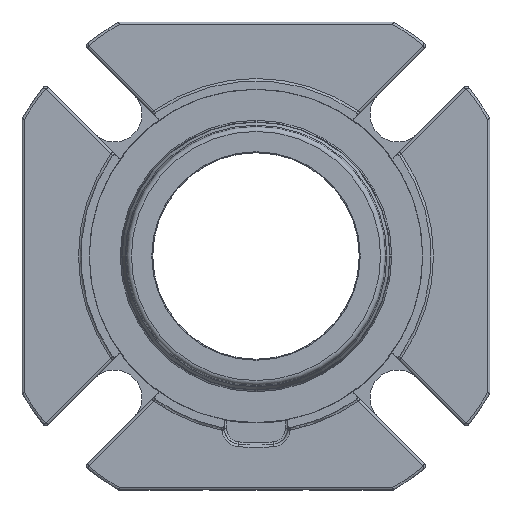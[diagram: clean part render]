
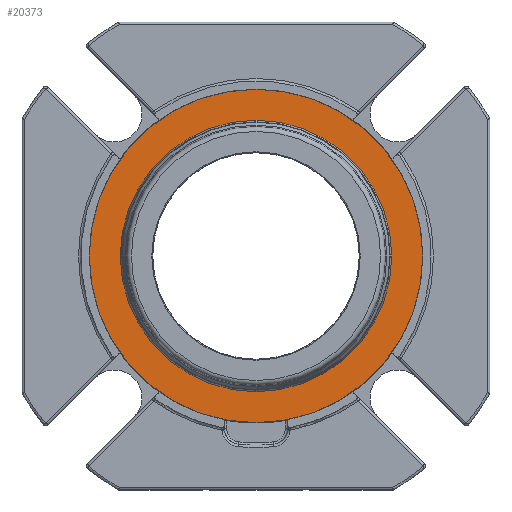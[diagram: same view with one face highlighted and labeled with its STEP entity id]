
A CAD part, left-side view. The second image highlights one B-rep face of the part: STEP entity #20373.
In plain terms, the highlighted planar face has unit normal (-1, 0, 0).
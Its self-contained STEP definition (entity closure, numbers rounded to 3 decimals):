
#4429=PLANE('',#21998);
#10332=ORIENTED_EDGE('',*,*,#13512,.F.);
#10333=ORIENTED_EDGE('',*,*,#13523,.T.);
#13512=EDGE_CURVE('',#15505,#15505,#16153,.F.);
#13523=EDGE_CURVE('',#15506,#15506,#16164,.T.);
#15505=VERTEX_POINT('',#41695);
#15506=VERTEX_POINT('',#41713);
#16153=CIRCLE('',#21982,42.723);
#16164=CIRCLE('',#21999,52.5);
#17478=EDGE_LOOP('',(#10332));
#17479=EDGE_LOOP('',(#10333));
#18815=FACE_BOUND('',#17478,.T.);
#18816=FACE_BOUND('',#17479,.T.);
#20373=ADVANCED_FACE('',(#18815,#18816),#4429,.F.);
#21982=AXIS2_PLACEMENT_3D('',#41694,#26378,#26379);
#21998=AXIS2_PLACEMENT_3D('',#41711,#26410,#26411);
#21999=AXIS2_PLACEMENT_3D('',#41712,#26412,#26413);
#26378=DIRECTION('',(1.,0.,0.));
#26379=DIRECTION('',(0.,0.,-1.));
#26410=DIRECTION('',(1.,0.,0.));
#26411=DIRECTION('',(0.,-1.,0.));
#26412=DIRECTION('',(-1.,0.,0.));
#26413=DIRECTION('',(0.,1.,0.));
#41694=CARTESIAN_POINT('',(39.497,0.,0.));
#41695=CARTESIAN_POINT('',(39.497,0.,-42.723));
#41711=CARTESIAN_POINT('',(39.497,52.5,0.));
#41712=CARTESIAN_POINT('',(39.497,0.,0.));
#41713=CARTESIAN_POINT('',(39.497,52.5,0.));
